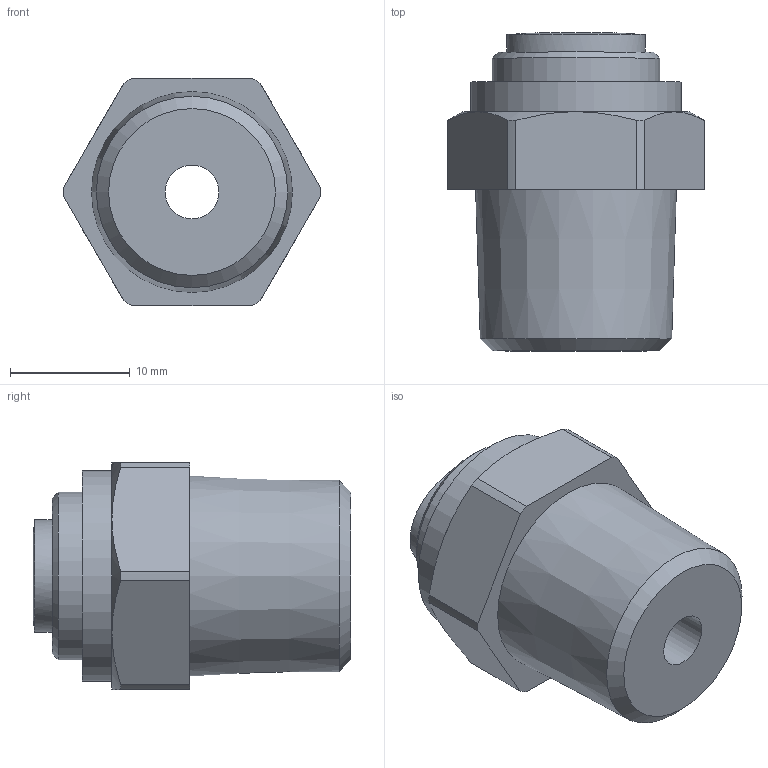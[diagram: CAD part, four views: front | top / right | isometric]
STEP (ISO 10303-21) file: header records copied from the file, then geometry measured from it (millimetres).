
FILE_DESCRIPTION(/* description */ (''),/* implementation_level */ '2;1');
FILE_NAME(/* name */ 'Fluidfit Products 3D Ass''HPC 06R03.stp',/* time_stamp */ '2013-10-23T14:59:16+09:00',/* author */ ('DIAMOND'),/* organization */ (''),/* preprocessor_version */ 'ST-DEVELOPER v15.2',/* originating_system */ 'Autodesk Inventor 2014',/* authorisation */ '');
FILE_SCHEMA (('AUTOMOTIVE_DESIGN { 1 0 10303 214 3 1 1 }'));
Length unit declared in the file: millimetre
Products named in the file (1): HPC 06R03
Bounding box: 21.5 x 26.6 x 19 mm (x, y, z)
Volume: 5341 mm3; surface area: 2377.9 mm2
Topology: 1 solids, 1 shells, 34 faces, 73 edges, 45 vertices
Faces by surface type: plane 12, cylinder 10, cone 9, bspline 2, torus 1
Full cylindrical faces by diameter (mm): 4.5 x1, 6 x1, 14 x1, 17.6 x1
Entity records: 967 total; most frequent: CARTESIAN_POINT 250, DIRECTION 151, ORIENTED_EDGE 130, AXIS2_PLACEMENT_3D 66, EDGE_CURVE 65, EDGE_LOOP 48, VERTEX_POINT 45, ADVANCED_FACE 34
